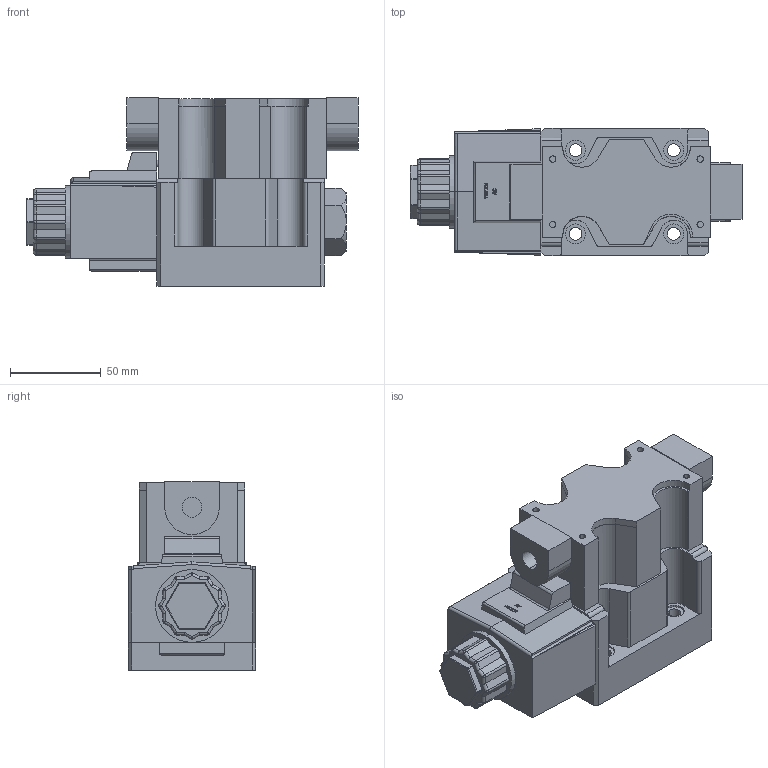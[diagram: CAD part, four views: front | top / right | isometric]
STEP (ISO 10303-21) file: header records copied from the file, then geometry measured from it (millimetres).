
FILE_DESCRIPTION (( 'STEP AP214' ), '1' );
FILE_NAME ('DSG-03-2bx-AC-x50.STEP', '2021-12-10T06:43:10', ( '' ), ( '' ), 'SwSTEP 2.0', 'SolidWorks 2019', '' );
FILE_SCHEMA (( 'AUTOMOTIVE_DESIGN' ));
Length unit declared in the file: millimetre
Products named in the file (1): DSG-03-2bx-AC-x50
Bounding box: 182.5 x 70 x 103.5 mm (x, y, z)
Volume: 560455.6 mm3; surface area: 102998.1 mm2
Topology: 1 solids, 2 shells, 619 faces, 1580 edges, 1000 vertices
Faces by surface type: plane 298, cylinder 204, bspline 89, sphere 18, cone 10
Entity records: 25979 total; most frequent: CARTESIAN_POINT 9205, ORIENTED_EDGE 3116, DIRECTION 2719, EDGE_CURVE 1558, VERTEX_POINT 1000, LINE 935, VECTOR 935, AXIS2_PLACEMENT_3D 892
